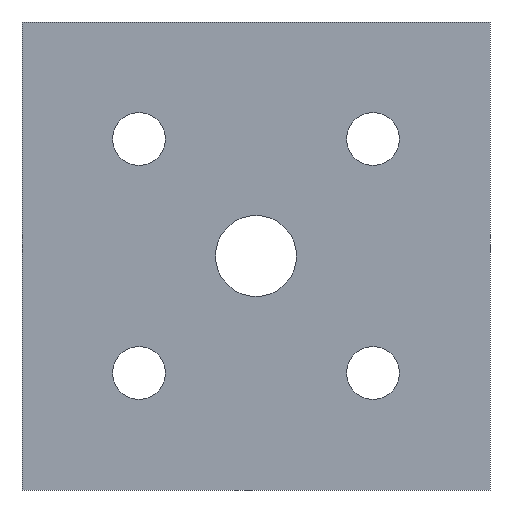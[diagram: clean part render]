
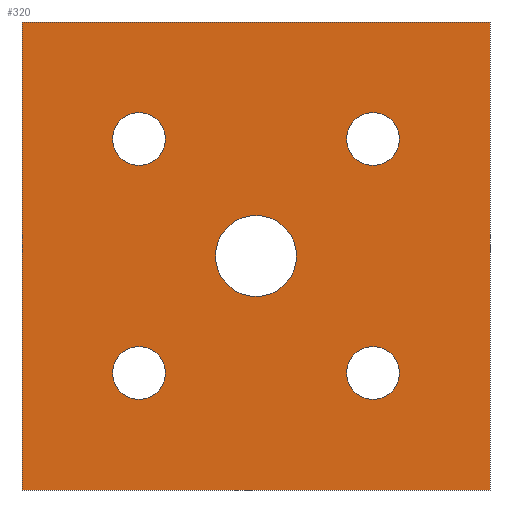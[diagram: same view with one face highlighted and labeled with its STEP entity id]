
A CAD part, front view. The second image highlights one B-rep face of the part: STEP entity #320.
In plain terms, the highlighted planar face has unit normal (0, -1, 0).
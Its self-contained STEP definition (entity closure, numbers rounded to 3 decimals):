
#24=LINE('',#541,#45);
#28=LINE('',#549,#49);
#31=LINE('',#555,#52);
#34=LINE('',#560,#55);
#45=VECTOR('',#457,10.);
#49=VECTOR('',#463,10.);
#52=VECTOR('',#468,10.);
#55=VECTOR('',#473,10.);
#70=FACE_BOUND('',#121,.T.);
#71=FACE_BOUND('',#122,.T.);
#72=FACE_BOUND('',#123,.T.);
#73=FACE_BOUND('',#124,.T.);
#74=FACE_BOUND('',#125,.T.);
#97=FACE_OUTER_BOUND('',#120,.T.);
#120=EDGE_LOOP('',(#275,#276,#277,#278));
#121=EDGE_LOOP('',(#279));
#122=EDGE_LOOP('',(#280));
#123=EDGE_LOOP('',(#281));
#124=EDGE_LOOP('',(#282));
#125=EDGE_LOOP('',(#283));
#135=CIRCLE('',#351,4.5);
#139=CIRCLE('',#358,4.5);
#143=CIRCLE('',#365,4.5);
#147=CIRCLE('',#372,4.5);
#149=CIRCLE('',#375,6.918);
#153=VERTEX_POINT('',#490);
#157=VERTEX_POINT('',#503);
#161=VERTEX_POINT('',#516);
#165=VERTEX_POINT('',#529);
#167=VERTEX_POINT('',#535);
#168=VERTEX_POINT('',#539);
#169=VERTEX_POINT('',#540);
#172=VERTEX_POINT('',#548);
#174=VERTEX_POINT('',#554);
#181=EDGE_CURVE('',#153,#153,#135,.T.);
#187=EDGE_CURVE('',#157,#157,#139,.T.);
#193=EDGE_CURVE('',#161,#161,#143,.T.);
#199=EDGE_CURVE('',#165,#165,#147,.T.);
#202=EDGE_CURVE('',#167,#167,#149,.T.);
#203=EDGE_CURVE('',#168,#169,#24,.T.);
#207=EDGE_CURVE('',#169,#172,#28,.T.);
#210=EDGE_CURVE('',#172,#174,#31,.T.);
#213=EDGE_CURVE('',#174,#168,#34,.T.);
#275=ORIENTED_EDGE('',*,*,#213,.T.);
#276=ORIENTED_EDGE('',*,*,#203,.T.);
#277=ORIENTED_EDGE('',*,*,#207,.T.);
#278=ORIENTED_EDGE('',*,*,#210,.T.);
#279=ORIENTED_EDGE('',*,*,#181,.T.);
#280=ORIENTED_EDGE('',*,*,#187,.T.);
#281=ORIENTED_EDGE('',*,*,#193,.T.);
#282=ORIENTED_EDGE('',*,*,#199,.T.);
#283=ORIENTED_EDGE('',*,*,#202,.T.);
#301=PLANE('',#380);
#320=ADVANCED_FACE('',(#97,#70,#71,#72,#73,#74),#301,.F.);
#351=AXIS2_PLACEMENT_3D('',#492,#398,#399);
#358=AXIS2_PLACEMENT_3D('',#505,#414,#415);
#365=AXIS2_PLACEMENT_3D('',#518,#430,#431);
#372=AXIS2_PLACEMENT_3D('',#531,#446,#447);
#375=AXIS2_PLACEMENT_3D('',#537,#453,#454);
#380=AXIS2_PLACEMENT_3D('',#562,#475,#476);
#398=DIRECTION('center_axis',(0.,1.,0.));
#399=DIRECTION('ref_axis',(1.,0.,0.));
#414=DIRECTION('center_axis',(0.,1.,0.));
#415=DIRECTION('ref_axis',(1.,0.,0.));
#430=DIRECTION('center_axis',(0.,1.,0.));
#431=DIRECTION('ref_axis',(1.,0.,0.));
#446=DIRECTION('center_axis',(0.,1.,0.));
#447=DIRECTION('ref_axis',(1.,0.,0.));
#453=DIRECTION('center_axis',(0.,1.,0.));
#454=DIRECTION('ref_axis',(1.,0.,0.));
#457=DIRECTION('',(0.,0.,-1.));
#463=DIRECTION('',(1.,0.,0.));
#468=DIRECTION('',(0.,0.,1.));
#473=DIRECTION('',(-1.,0.,0.));
#475=DIRECTION('center_axis',(0.,1.,0.));
#476=DIRECTION('ref_axis',(0.,0.,1.));
#490=CARTESIAN_POINT('',(15.5,0.,20.));
#492=CARTESIAN_POINT('Origin',(20.,0.,20.));
#503=CARTESIAN_POINT('',(-24.5,0.,-20.));
#505=CARTESIAN_POINT('Origin',(-20.,0.,-20.));
#516=CARTESIAN_POINT('',(15.5,0.,-20.));
#518=CARTESIAN_POINT('Origin',(20.,0.,-20.));
#529=CARTESIAN_POINT('',(-24.5,0.,20.));
#531=CARTESIAN_POINT('Origin',(-20.,0.,20.));
#535=CARTESIAN_POINT('',(-6.918,0.,0.));
#537=CARTESIAN_POINT('Origin',(0.,0.,0.));
#539=CARTESIAN_POINT('',(-40.,0.,40.));
#540=CARTESIAN_POINT('',(-40.,0.,-40.));
#541=CARTESIAN_POINT('',(-40.,0.,40.));
#548=CARTESIAN_POINT('',(40.,0.,-40.));
#549=CARTESIAN_POINT('',(-40.,0.,-40.));
#554=CARTESIAN_POINT('',(40.,0.,40.));
#555=CARTESIAN_POINT('',(40.,0.,-40.));
#560=CARTESIAN_POINT('',(40.,0.,40.));
#562=CARTESIAN_POINT('Origin',(0.,0.,0.));
